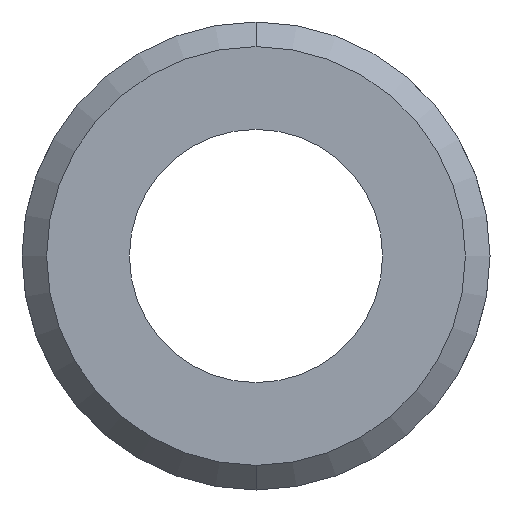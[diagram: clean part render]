
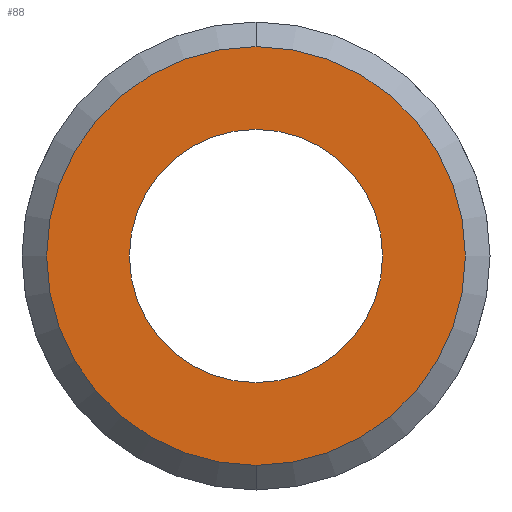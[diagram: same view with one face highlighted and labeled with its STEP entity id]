
A CAD part, front view. The second image highlights one B-rep face of the part: STEP entity #88.
In plain terms, the highlighted planar face has unit normal (0, -1, 0).
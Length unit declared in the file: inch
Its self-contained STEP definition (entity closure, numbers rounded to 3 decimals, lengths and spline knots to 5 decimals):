
#30 = FACE_BOUND ( 'NONE', #555, .T. ) ;
#33 = VERTEX_POINT ( 'NONE', #203 ) ;
#46 = AXIS2_PLACEMENT_3D ( 'NONE', #613, #446, #503 ) ;
#88 = ADVANCED_FACE ( 'NONE', ( #570, #30 ), #573, .F. ) ;
#105 = CARTESIAN_POINT ( 'NONE',  ( 0., -0.25, 0. ) ) ;
#108 = DIRECTION ( 'NONE',  ( 0., 0., 1. ) ) ;
#119 = EDGE_CURVE ( 'NONE', #209, #33, #158, .T. ) ;
#122 = ORIENTED_EDGE ( 'NONE', *, *, #519, .T. ) ;
#144 = AXIS2_PLACEMENT_3D ( 'NONE', #498, #442, #496 ) ;
#146 = AXIS2_PLACEMENT_3D ( 'NONE', #511, #201, #108 ) ;
#158 = CIRCLE ( 'NONE', #426, 0.2125 ) ;
#201 = DIRECTION ( 'NONE',  ( 0., 1., 0. ) ) ;
#203 = CARTESIAN_POINT ( 'NONE',  ( 0., -0.25, -0.2125 ) ) ;
#209 = VERTEX_POINT ( 'NONE', #219 ) ;
#218 = AXIS2_PLACEMENT_3D ( 'NONE', #439, #646, #597 ) ;
#219 = CARTESIAN_POINT ( 'NONE',  ( 0., -0.25, 0.2125 ) ) ;
#239 = ORIENTED_EDGE ( 'NONE', *, *, #119, .T. ) ;
#245 = CIRCLE ( 'NONE', #218, 0.2125 ) ;
#259 = DIRECTION ( 'NONE',  ( 0., 0., 1. ) ) ;
#267 = CARTESIAN_POINT ( 'NONE',  ( 0., -0.25, 0.1285 ) ) ;
#343 = VERTEX_POINT ( 'NONE', #267 ) ;
#350 = EDGE_CURVE ( 'NONE', #33, #209, #245, .T. ) ;
#377 = CIRCLE ( 'NONE', #144, 0.1285 ) ;
#426 = AXIS2_PLACEMENT_3D ( 'NONE', #105, #630, #259 ) ;
#439 = CARTESIAN_POINT ( 'NONE',  ( 0., -0.25, 0. ) ) ;
#442 = DIRECTION ( 'NONE',  ( 0., 1., 0. ) ) ;
#446 = DIRECTION ( 'NONE',  ( 0., 1., 0. ) ) ;
#448 = EDGE_LOOP ( 'NONE', ( #239, #633 ) ) ;
#472 = EDGE_CURVE ( 'NONE', #554, #343, #377, .T. ) ;
#496 = DIRECTION ( 'NONE',  ( 0., 0., 1. ) ) ;
#498 = CARTESIAN_POINT ( 'NONE',  ( 0., -0.25, 0. ) ) ;
#503 = DIRECTION ( 'NONE',  ( 0., 0., 1. ) ) ;
#511 = CARTESIAN_POINT ( 'NONE',  ( 0., -0.25, 0. ) ) ;
#519 = EDGE_CURVE ( 'NONE', #343, #554, #531, .T. ) ;
#531 = CIRCLE ( 'NONE', #46, 0.1285 ) ;
#554 = VERTEX_POINT ( 'NONE', #627 ) ;
#555 = EDGE_LOOP ( 'NONE', ( #122, #572 ) ) ;
#570 = FACE_OUTER_BOUND ( 'NONE', #448, .T. ) ;
#572 = ORIENTED_EDGE ( 'NONE', *, *, #472, .T. ) ;
#573 = PLANE ( 'NONE',  #146 ) ;
#597 = DIRECTION ( 'NONE',  ( 0., 0., 1. ) ) ;
#613 = CARTESIAN_POINT ( 'NONE',  ( 0., -0.25, 0. ) ) ;
#627 = CARTESIAN_POINT ( 'NONE',  ( 0., -0.25, -0.1285 ) ) ;
#630 = DIRECTION ( 'NONE',  ( 0., -1., 0. ) ) ;
#633 = ORIENTED_EDGE ( 'NONE', *, *, #350, .T. ) ;
#646 = DIRECTION ( 'NONE',  ( 0., -1., 0. ) ) ;
